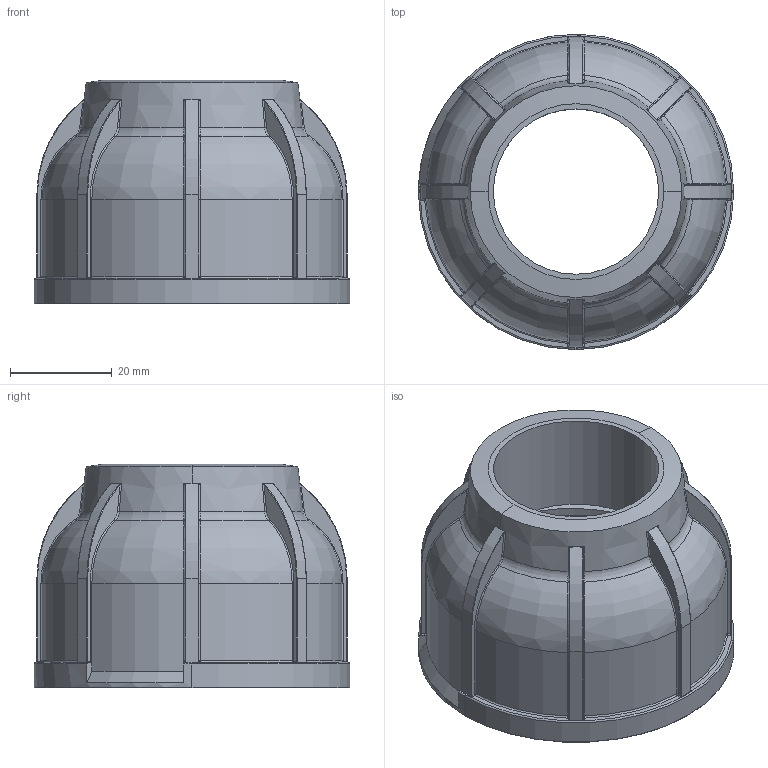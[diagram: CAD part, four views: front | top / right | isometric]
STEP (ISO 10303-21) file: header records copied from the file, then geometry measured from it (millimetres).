
FILE_DESCRIPTION (( 'STEP AP203' ), '1' );
FILE_NAME ('R209.032.000.STEP', '2015-06-09T10:22:03', ( '' ), ( '' ), 'SwSTEP 2.0', 'SolidWorks 2012', '' );
FILE_SCHEMA (( 'CONFIG_CONTROL_DESIGN' ));
Length unit declared in the file: millimetre
Products named in the file (1): R209.032.000
Bounding box: 62 x 62 x 44 mm (x, y, z)
Volume: 37322.4 mm3; surface area: 20300.9 mm2
Topology: 1 solids, 1 shells, 784 faces, 1803 edges, 1008 vertices
Faces by surface type: bspline 245, cylinder 176, torus 140, plane 122, sphere 90, cone 11
Entity records: 28747 total; most frequent: CARTESIAN_POINT 12676, ORIENTED_EDGE 3574, DIRECTION 3195, EDGE_CURVE 1787, AXIS2_PLACEMENT_3D 1432, VERTEX_POINT 1008, CIRCLE 892, EDGE_LOOP 789
